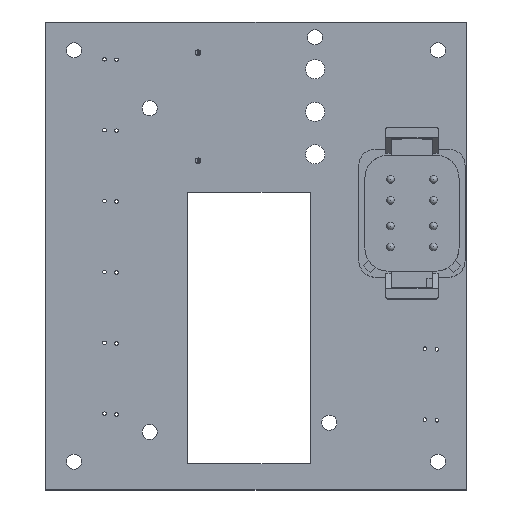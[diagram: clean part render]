
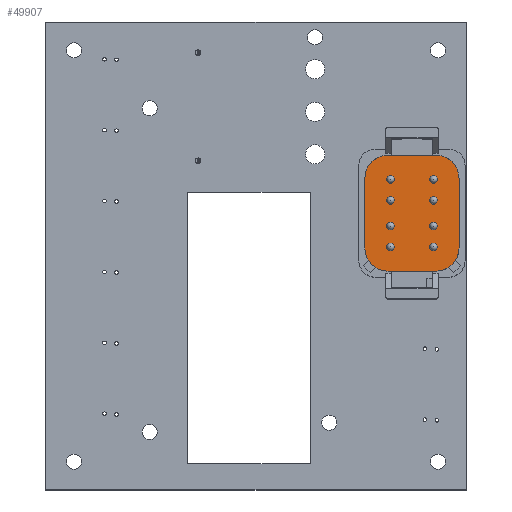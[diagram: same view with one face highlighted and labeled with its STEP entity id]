
A CAD part, top view. The second image highlights one B-rep face of the part: STEP entity #49907.
In plain terms, the highlighted planar face has unit normal (0, 0, 1).
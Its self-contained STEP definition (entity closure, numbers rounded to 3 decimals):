
#49907 = ADVANCED_FACE('',(#49908,#49919,#49930,#49941,#49952,#49963,
    #49974,#49985,#49996),#50066,.T.);
#49908 = FACE_BOUND('',#49909,.T.);
#49909 = EDGE_LOOP('',(#49910));
#49910 = ORIENTED_EDGE('',*,*,#49911,.F.);
#49911 = EDGE_CURVE('',#49912,#49912,#49914,.T.);
#49912 = VERTEX_POINT('',#49913);
#49913 = CARTESIAN_POINT('',(72.94,64.895,
    5.05));
#49914 = CIRCLE('',#49915,0.79);
#49915 = AXIS2_PLACEMENT_3D('',#49916,#49917,#49918);
#49916 = CARTESIAN_POINT('',(72.94,65.685,
    5.05));
#49917 = DIRECTION('',(0.,0.,1.));
#49918 = DIRECTION('',(0.,-1.,0.));
#49919 = FACE_BOUND('',#49920,.T.);
#49920 = EDGE_LOOP('',(#49921));
#49921 = ORIENTED_EDGE('',*,*,#49922,.F.);
#49922 = EDGE_CURVE('',#49923,#49923,#49925,.T.);
#49923 = VERTEX_POINT('',#49924);
#49924 = CARTESIAN_POINT('',(72.94,60.475,
    5.05));
#49925 = CIRCLE('',#49926,0.79);
#49926 = AXIS2_PLACEMENT_3D('',#49927,#49928,#49929);
#49927 = CARTESIAN_POINT('',(72.94,61.265,
    5.05));
#49928 = DIRECTION('',(0.,0.,1.));
#49929 = DIRECTION('',(0.,-1.,0.));
#49930 = FACE_BOUND('',#49931,.T.);
#49931 = EDGE_LOOP('',(#49932));
#49932 = ORIENTED_EDGE('',*,*,#49933,.F.);
#49933 = EDGE_CURVE('',#49934,#49934,#49936,.T.);
#49934 = VERTEX_POINT('',#49935);
#49935 = CARTESIAN_POINT('',(72.94,55.025,
    5.05));
#49936 = CIRCLE('',#49937,0.79);
#49937 = AXIS2_PLACEMENT_3D('',#49938,#49939,#49940);
#49938 = CARTESIAN_POINT('',(72.94,55.815,
    5.05));
#49939 = DIRECTION('',(0.,0.,1.));
#49940 = DIRECTION('',(0.,-1.,0.));
#49941 = FACE_BOUND('',#49942,.T.);
#49942 = EDGE_LOOP('',(#49943));
#49943 = ORIENTED_EDGE('',*,*,#49944,.F.);
#49944 = EDGE_CURVE('',#49945,#49945,#49947,.T.);
#49945 = VERTEX_POINT('',#49946);
#49946 = CARTESIAN_POINT('',(72.94,50.605,
    5.05));
#49947 = CIRCLE('',#49948,0.79);
#49948 = AXIS2_PLACEMENT_3D('',#49949,#49950,#49951);
#49949 = CARTESIAN_POINT('',(72.94,51.395,
    5.05));
#49950 = DIRECTION('',(0.,0.,1.));
#49951 = DIRECTION('',(0.,-1.,0.));
#49952 = FACE_BOUND('',#49953,.T.);
#49953 = EDGE_LOOP('',(#49954));
#49954 = ORIENTED_EDGE('',*,*,#49955,.F.);
#49955 = EDGE_CURVE('',#49956,#49956,#49958,.T.);
#49956 = VERTEX_POINT('',#49957);
#49957 = CARTESIAN_POINT('',(82.04,64.895,
    5.05));
#49958 = CIRCLE('',#49959,0.79);
#49959 = AXIS2_PLACEMENT_3D('',#49960,#49961,#49962);
#49960 = CARTESIAN_POINT('',(82.04,65.685,
    5.05));
#49961 = DIRECTION('',(0.,0.,1.));
#49962 = DIRECTION('',(0.,-1.,0.));
#49963 = FACE_BOUND('',#49964,.T.);
#49964 = EDGE_LOOP('',(#49965));
#49965 = ORIENTED_EDGE('',*,*,#49966,.F.);
#49966 = EDGE_CURVE('',#49967,#49967,#49969,.T.);
#49967 = VERTEX_POINT('',#49968);
#49968 = CARTESIAN_POINT('',(82.04,60.475,
    5.05));
#49969 = CIRCLE('',#49970,0.79);
#49970 = AXIS2_PLACEMENT_3D('',#49971,#49972,#49973);
#49971 = CARTESIAN_POINT('',(82.04,61.265,
    5.05));
#49972 = DIRECTION('',(0.,0.,1.));
#49973 = DIRECTION('',(0.,-1.,0.));
#49974 = FACE_BOUND('',#49975,.T.);
#49975 = EDGE_LOOP('',(#49976));
#49976 = ORIENTED_EDGE('',*,*,#49977,.F.);
#49977 = EDGE_CURVE('',#49978,#49978,#49980,.T.);
#49978 = VERTEX_POINT('',#49979);
#49979 = CARTESIAN_POINT('',(82.04,55.025,
    5.05));
#49980 = CIRCLE('',#49981,0.79);
#49981 = AXIS2_PLACEMENT_3D('',#49982,#49983,#49984);
#49982 = CARTESIAN_POINT('',(82.04,55.815,
    5.05));
#49983 = DIRECTION('',(0.,0.,1.));
#49984 = DIRECTION('',(0.,-1.,0.));
#49985 = FACE_BOUND('',#49986,.T.);
#49986 = EDGE_LOOP('',(#49987));
#49987 = ORIENTED_EDGE('',*,*,#49988,.F.);
#49988 = EDGE_CURVE('',#49989,#49989,#49991,.T.);
#49989 = VERTEX_POINT('',#49990);
#49990 = CARTESIAN_POINT('',(82.04,50.605,
    5.05));
#49991 = CIRCLE('',#49992,0.79);
#49992 = AXIS2_PLACEMENT_3D('',#49993,#49994,#49995);
#49993 = CARTESIAN_POINT('',(82.04,51.395,
    5.05));
#49994 = DIRECTION('',(0.,0.,1.));
#49995 = DIRECTION('',(0.,-1.,0.));
#49996 = FACE_BOUND('',#49997,.T.);
#49997 = EDGE_LOOP('',(#49998,#50008,#50017,#50025,#50034,#50042,#50051,
    #50059));
#49998 = ORIENTED_EDGE('',*,*,#49999,.T.);
#49999 = EDGE_CURVE('',#50000,#50002,#50004,.T.);
#50000 = VERTEX_POINT('',#50001);
#50001 = CARTESIAN_POINT('',(82.55,70.815,
    5.05));
#50002 = VERTEX_POINT('',#50003);
#50003 = CARTESIAN_POINT('',(72.43,70.815,
    5.05));
#50004 = LINE('',#50005,#50006);
#50005 = CARTESIAN_POINT('',(82.55,70.815,
    5.05));
#50006 = VECTOR('',#50007,1.);
#50007 = DIRECTION('',(-1.,0.,0.));
#50008 = ORIENTED_EDGE('',*,*,#50009,.T.);
#50009 = EDGE_CURVE('',#50002,#50010,#50012,.T.);
#50010 = VERTEX_POINT('',#50011);
#50011 = CARTESIAN_POINT('',(67.53,65.915,
    5.05));
#50012 = CIRCLE('',#50013,4.9);
#50013 = AXIS2_PLACEMENT_3D('',#50014,#50015,#50016);
#50014 = CARTESIAN_POINT('',(72.43,65.915,
    5.05));
#50015 = DIRECTION('',(0.,0.,1.));
#50016 = DIRECTION('',(0.,-1.,0.));
#50017 = ORIENTED_EDGE('',*,*,#50018,.T.);
#50018 = EDGE_CURVE('',#50010,#50019,#50021,.T.);
#50019 = VERTEX_POINT('',#50020);
#50020 = CARTESIAN_POINT('',(67.53,51.165,
    5.05));
#50021 = LINE('',#50022,#50023);
#50022 = CARTESIAN_POINT('',(67.53,65.915,
    5.05));
#50023 = VECTOR('',#50024,1.);
#50024 = DIRECTION('',(0.,-1.,0.));
#50025 = ORIENTED_EDGE('',*,*,#50026,.T.);
#50026 = EDGE_CURVE('',#50019,#50027,#50029,.T.);
#50027 = VERTEX_POINT('',#50028);
#50028 = CARTESIAN_POINT('',(72.43,46.265,
    5.05));
#50029 = CIRCLE('',#50030,4.9);
#50030 = AXIS2_PLACEMENT_3D('',#50031,#50032,#50033);
#50031 = CARTESIAN_POINT('',(72.43,51.165,
    5.05));
#50032 = DIRECTION('',(0.,0.,1.));
#50033 = DIRECTION('',(0.,-1.,0.));
#50034 = ORIENTED_EDGE('',*,*,#50035,.T.);
#50035 = EDGE_CURVE('',#50027,#50036,#50038,.T.);
#50036 = VERTEX_POINT('',#50037);
#50037 = CARTESIAN_POINT('',(82.55,46.265,
    5.05));
#50038 = LINE('',#50039,#50040);
#50039 = CARTESIAN_POINT('',(72.43,46.265,
    5.05));
#50040 = VECTOR('',#50041,1.);
#50041 = DIRECTION('',(1.,0.,0.));
#50042 = ORIENTED_EDGE('',*,*,#50043,.T.);
#50043 = EDGE_CURVE('',#50036,#50044,#50046,.T.);
#50044 = VERTEX_POINT('',#50045);
#50045 = CARTESIAN_POINT('',(87.45,51.165,
    5.05));
#50046 = CIRCLE('',#50047,4.9);
#50047 = AXIS2_PLACEMENT_3D('',#50048,#50049,#50050);
#50048 = CARTESIAN_POINT('',(82.55,51.165,
    5.05));
#50049 = DIRECTION('',(0.,0.,1.));
#50050 = DIRECTION('',(0.,-1.,0.));
#50051 = ORIENTED_EDGE('',*,*,#50052,.T.);
#50052 = EDGE_CURVE('',#50044,#50053,#50055,.T.);
#50053 = VERTEX_POINT('',#50054);
#50054 = CARTESIAN_POINT('',(87.45,65.915,
    5.05));
#50055 = LINE('',#50056,#50057);
#50056 = CARTESIAN_POINT('',(87.45,51.165,
    5.05));
#50057 = VECTOR('',#50058,1.);
#50058 = DIRECTION('',(0.,1.,0.));
#50059 = ORIENTED_EDGE('',*,*,#50060,.T.);
#50060 = EDGE_CURVE('',#50053,#50000,#50061,.T.);
#50061 = CIRCLE('',#50062,4.9);
#50062 = AXIS2_PLACEMENT_3D('',#50063,#50064,#50065);
#50063 = CARTESIAN_POINT('',(82.55,65.915,
    5.05));
#50064 = DIRECTION('',(0.,0.,1.));
#50065 = DIRECTION('',(0.,-1.,0.));
#50066 = PLANE('',#50067);
#50067 = AXIS2_PLACEMENT_3D('',#50068,#50069,#50070);
#50068 = CARTESIAN_POINT('',(72.43,65.915,
    5.05));
#50069 = DIRECTION('',(0.,0.,1.));
#50070 = DIRECTION('',(0.,-1.,0.));
